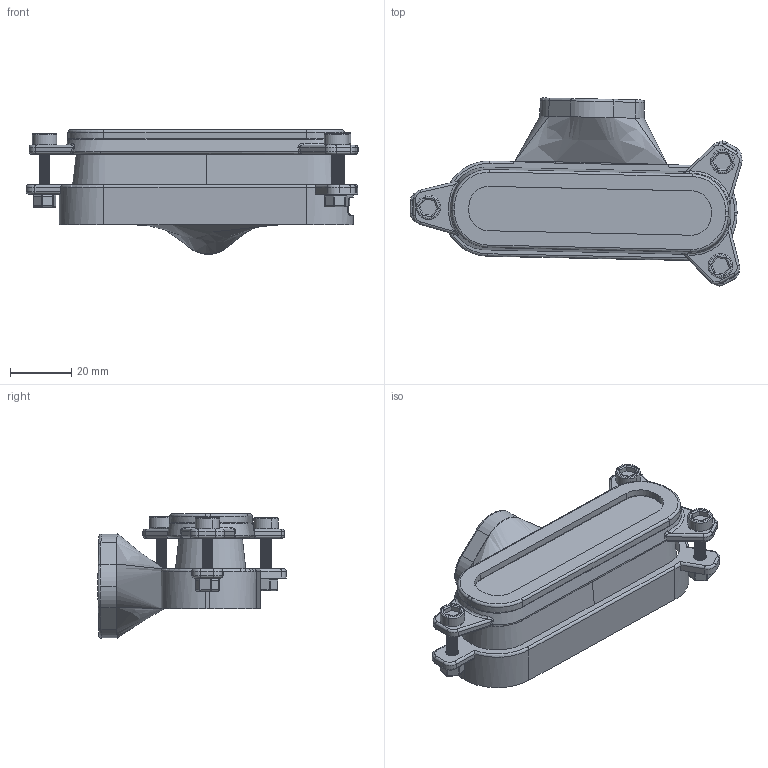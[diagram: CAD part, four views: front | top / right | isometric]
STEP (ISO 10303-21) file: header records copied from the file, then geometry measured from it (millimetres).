
FILE_DESCRIPTION (( 'STEP AP214' ), '1' );
FILE_NAME ('Depth camera assembly.STEP', '2025-12-12T12:19:26', ( '' ), ( '' ), 'SwSTEP 2.0', 'SolidWorks 2025', '' );
FILE_SCHEMA (( 'AUTOMOTIVE_DESIGN' ));
Length unit declared in the file: millimetre
Products named in the file (5): depth cam; Camera mount back; Depth camera assembly; Camera mount front; m4x20mm
Assembly tree (6 placements, depth 2):
  Depth camera assembly
    Camera mount front
    Camera mount back
    m4x20mm  x3
    depth cam
Bounding box: 108.58 x 61.54 x 40.69 mm (x, y, z)
Volume: 85125.9 mm3; surface area: 30671.7 mm2
Topology: 6 solids, 6 shells, 809 faces, 2129 edges, 1338 vertices
Faces by surface type: cylinder 487, plane 137, torus 76, bspline 76, sphere 33
Entity records: 26840 total; most frequent: CARTESIAN_POINT 15102, ORIENTED_EDGE 2614, DIRECTION 2294, EDGE_CURVE 1307, AXIS2_PLACEMENT_3D 905, VERTEX_POINT 822, EDGE_LOOP 547, FACE_OUTER_BOUND 505
